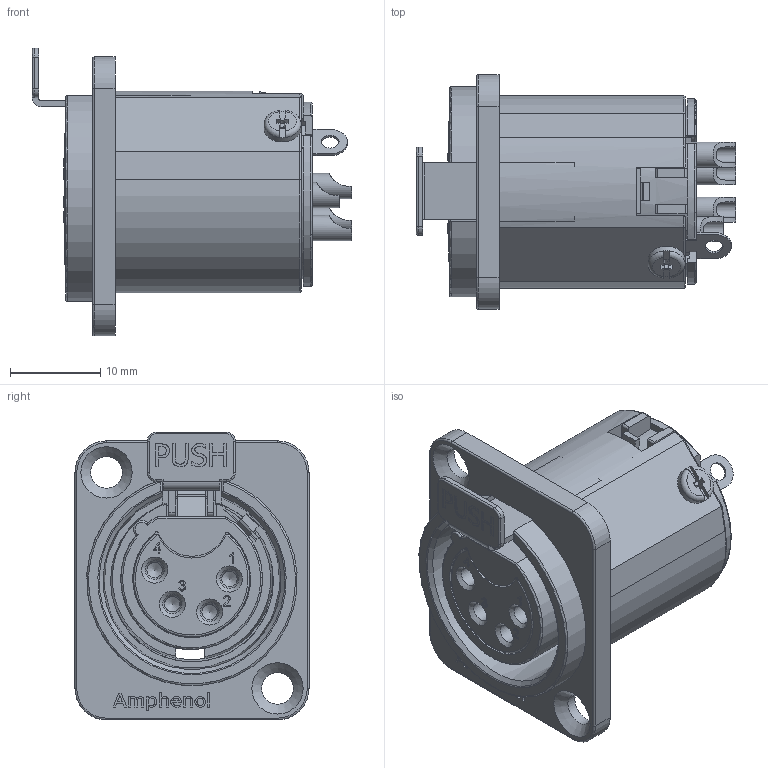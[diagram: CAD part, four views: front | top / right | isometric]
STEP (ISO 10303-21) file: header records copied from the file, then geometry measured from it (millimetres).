
FILE_DESCRIPTION((''),'2;1');
FILE_NAME('AC4MDZ-AU.stp','2016-04-21T12:49:49',('minh'),(''),'Autodesk Inventor 2012','Autodesk Inventor 2012','');
FILE_SCHEMA(('AUTOMOTIVE_DESIGN { 1 0 10303 214 1 1 1 1 }'));
Length unit declared in the file: inch
Products named in the file (1): AC4FDZ_Shrinkwrap_1
Bounding box: 35.5 x 26 x 31.98 mm (x, y, z)
Surface area: 11049.7 mm2 (no closed solid volume)
Topology: 0 solids, 42 shells, 367 faces, 1571 edges, 1192 vertices
Faces by surface type: plane 186, cylinder 107, cone 31, torus 25, bspline 18
Full cylindrical faces by diameter (mm): 1.2 x1, 1.72 x3, 1.73 x4, 2 x1, 2.1 x4, 2.2 x1, 2.35 x1, 2.8 x4, 2.9 x3, 3.3 x1, 3.5 x2, 3.6 x4, 3.9 x1, 4.1 x1, 4.2 x1, 13.1 x1
Entity records: 17119 total; most frequent: CARTESIAN_POINT 4739, DIRECTION 2220, ORIENTED_EDGE 2218, EDGE_CURVE 1482, VERTEX_POINT 1156, VECTOR 840, LINE 840, AXIS2_PLACEMENT_3D 690
